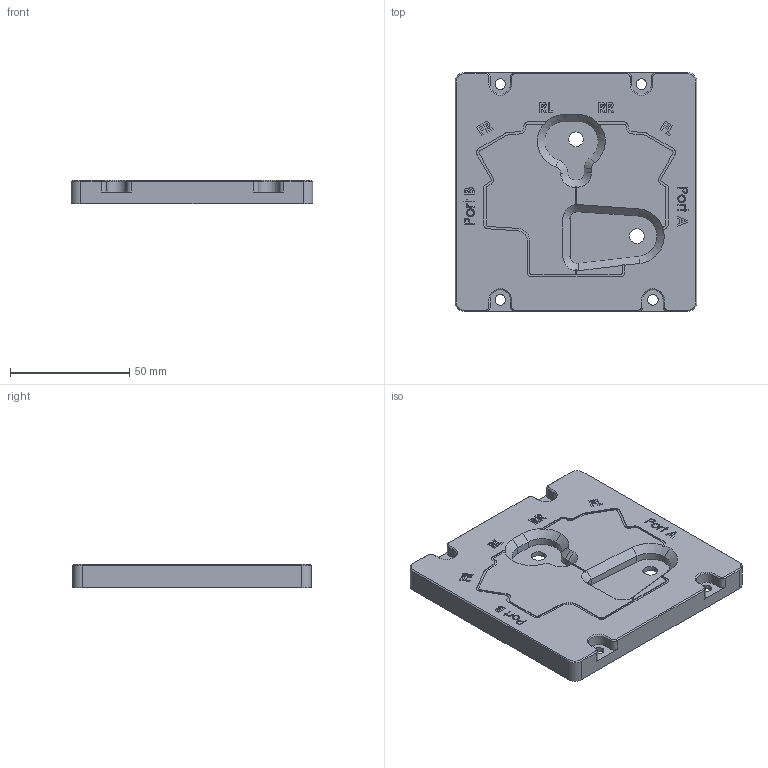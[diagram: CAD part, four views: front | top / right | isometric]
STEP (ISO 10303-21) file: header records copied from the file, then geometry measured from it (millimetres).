
FILE_DESCRIPTION (( 'STEP AP214' ), '1' );
FILE_NAME ('prop_valve_abs_unit_cover_adapter.STEP', '2019-07-22T05:07:56', ( '' ), ( '' ), 'SwSTEP 2.0', 'SolidWorks 2018', '' );
FILE_SCHEMA (( 'AUTOMOTIVE_DESIGN' ));
Length unit declared in the file: millimetre
Products named in the file (1): prop_valve_abs_unit_cover_adapter
Bounding box: 101.5 x 100.2 x 10 mm (x, y, z)
Volume: 30828.4 mm3; surface area: 29063.6 mm2
Topology: 1 solids, 1 shells, 498 faces, 1343 edges, 877 vertices
Faces by surface type: plane 308, cylinder 89, bspline 67, cone 34
Entity records: 19100 total; most frequent: CARTESIAN_POINT 6901, ORIENTED_EDGE 2682, DIRECTION 2252, EDGE_CURVE 1341, VECTOR 964, LINE 964, VERTEX_POINT 877, AXIS2_PLACEMENT_3D 644
